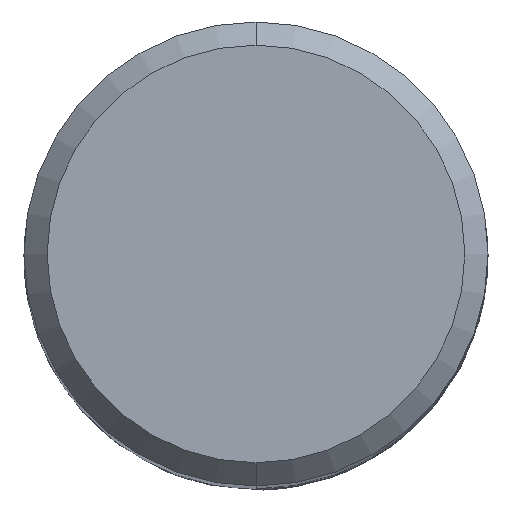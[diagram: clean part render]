
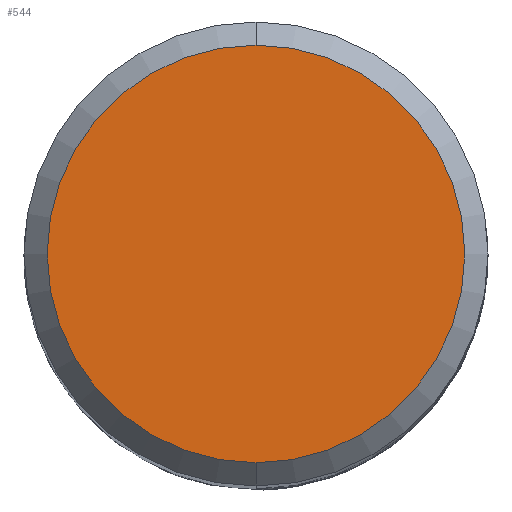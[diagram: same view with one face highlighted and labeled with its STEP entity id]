
A CAD part, top view. The second image highlights one B-rep face of the part: STEP entity #544.
In plain terms, the highlighted planar face has unit normal (0, 0, 1).
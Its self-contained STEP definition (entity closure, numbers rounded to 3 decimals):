
#496=EDGE_CURVE('',#1252,#1158,#1354,.T.);
#544=ADVANCED_FACE('',(#1405),#1406,.T.);
#772=EDGE_CURVE('',#1158,#1252,#1658,.T.);
#1158=VERTEX_POINT('',#2083);
#1252=VERTEX_POINT('',#2185);
#1354=CIRCLE('',#2725,7.2);
#1405=FACE_OUTER_BOUND('',#2823,.T.);
#1406=PLANE('',#2824);
#1658=CIRCLE('',#5740,7.2);
#2083=CARTESIAN_POINT('',(0.,-7.2,0.0));
#2185=CARTESIAN_POINT('',(0.0,7.2,0.0));
#2725=AXIS2_PLACEMENT_3D('',#10585,#10586,#10587);
#2823=EDGE_LOOP('',(#10633,#10634));
#2824=AXIS2_PLACEMENT_3D('',#10635,#10636,#10637);
#5740=AXIS2_PLACEMENT_3D('',#10946,#10947,#10948);
#10585=CARTESIAN_POINT('',(0.0,0.0,0.0));
#10586=DIRECTION('',(0.0,0.0,-1.0));
#10587=DIRECTION('',(0.0,1.0,0.0));
#10633=ORIENTED_EDGE('',*,*,#496,.F.);
#10634=ORIENTED_EDGE('',*,*,#772,.F.);
#10635=CARTESIAN_POINT('',(0.0,3.6,0.0));
#10636=DIRECTION('',(-0.0,0.0,1.0));
#10637=DIRECTION('',(0.0,-1.0,0.0));
#10946=CARTESIAN_POINT('',(0.0,0.0,0.0));
#10947=DIRECTION('',(0.0,0.0,-1.0));
#10948=DIRECTION('',(0.0,1.0,0.0));
